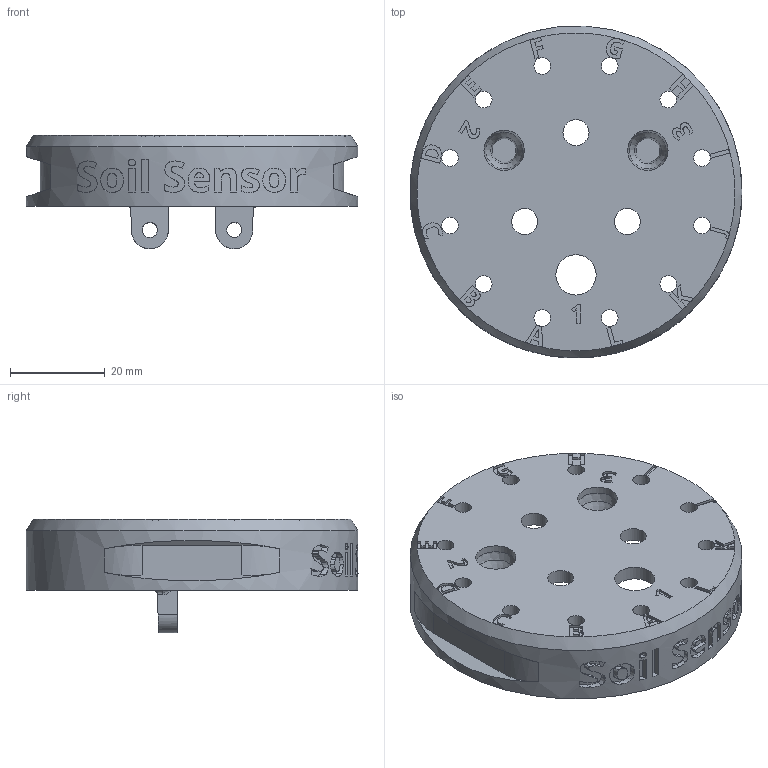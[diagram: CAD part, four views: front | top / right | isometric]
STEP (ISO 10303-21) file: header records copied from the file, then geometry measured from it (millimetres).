
FILE_DESCRIPTION( ( '' ), ' ' );
FILE_NAME( '5a20015ed332ba1027f09bd9.step', '2017-11-30T13:02:24', ( '' ), ( '' ), ' ', ' ', ' ' );
FILE_SCHEMA( ( 'AUTOMOTIVE_DESIGN { 1 0 10303 214 1 1 1 1 }' ) );
Length unit declared in the file: metre
Products named in the file (1): Soil Sensor
Bounding box: 70 x 70 x 24 mm (x, y, z)
Volume: 19793.9 mm3; surface area: 15575.3 mm2
Topology: 1 solids, 1 shells, 510 faces, 1415 edges, 944 vertices
Faces by surface type: extrusion 241, plane 193, cylinder 49, bspline 14, cone 9, torus 4
Full cylindrical faces by diameter (mm): 3.2 x2, 3.5 x12, 5 x2, 5.5 x3, 8.5 x3, 70 x1
Entity records: 22669 total; most frequent: CARTESIAN_POINT 6698, ORIENTED_EDGE 2716, DIRECTION 1717, EDGE_CURVE 1358, VECTOR 941, VERTEX_POINT 918, B_SPLINE_CURVE_WITH_KNOTS 767, LINE 700
